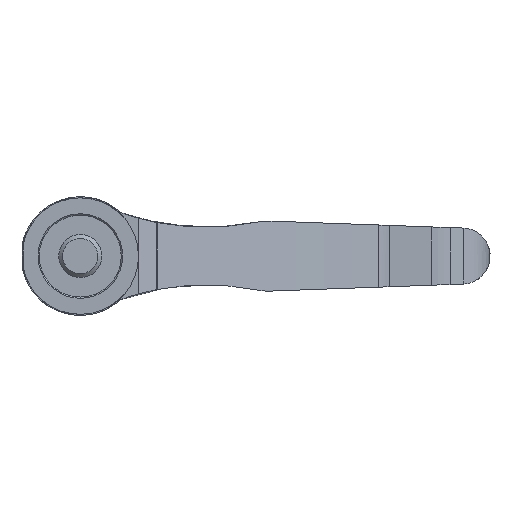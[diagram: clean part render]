
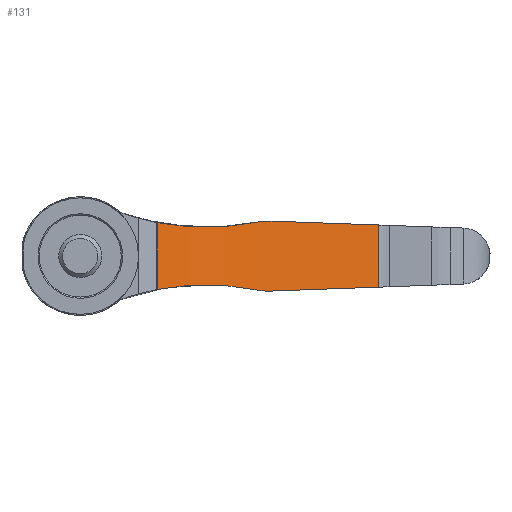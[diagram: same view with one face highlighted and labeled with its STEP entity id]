
A CAD part, front view. The second image highlights one B-rep face of the part: STEP entity #131.
In plain terms, the highlighted cylindrical face has radius 252.32 mm (diameter 504.64 mm), a partial arc.
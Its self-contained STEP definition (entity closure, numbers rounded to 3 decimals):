
#131 = ADVANCED_FACE( '', ( #296 ), #297, .F. );
#296 = FACE_OUTER_BOUND( '', #496, .T. );
#297 = CYLINDRICAL_SURFACE( '', #497, 252.32 );
#496 = EDGE_LOOP( '', ( #801, #802, #803, #804, #805, #806, #807, #808 ) );
#497 = AXIS2_PLACEMENT_3D( '', #809, #810, #811 );
#801 = ORIENTED_EDGE( '', *, *, #1228, .T. );
#802 = ORIENTED_EDGE( '', *, *, #1229, .F. );
#803 = ORIENTED_EDGE( '', *, *, #1230, .T. );
#804 = ORIENTED_EDGE( '', *, *, #1130, .T. );
#805 = ORIENTED_EDGE( '', *, *, #1135, .F. );
#806 = ORIENTED_EDGE( '', *, *, #1231, .T. );
#807 = ORIENTED_EDGE( '', *, *, #1202, .T. );
#808 = ORIENTED_EDGE( '', *, *, #1232, .F. );
#809 = CARTESIAN_POINT( '', ( 132.162, -195.671, 27.5 ) );
#810 = DIRECTION( '', ( 0., 0., 1. ) );
#811 = DIRECTION( '', ( -1., 0., 0. ) );
#1130 = EDGE_CURVE( '', #1334, #1332, #1335, .F. );
#1135 = EDGE_CURVE( '', #1341, #1332, #1343, .T. );
#1202 = EDGE_CURVE( '', #1456, #1457, #1458, .T. );
#1228 = EDGE_CURVE( '', #1497, #1498, #1499, .T. );
#1229 = EDGE_CURVE( '', #1500, #1498, #1501, .T. );
#1230 = EDGE_CURVE( '', #1500, #1334, #1502, .T. );
#1231 = EDGE_CURVE( '', #1341, #1456, #1503, .F. );
#1232 = EDGE_CURVE( '', #1497, #1457, #1504, .T. );
#1332 = VERTEX_POINT( '', #1629 );
#1334 = VERTEX_POINT( '', #1631 );
#1335 = ELLIPSE( '', #1632, 252.486, 252.32 );
#1341 = VERTEX_POINT( '', #1639 );
#1343 = LINE( '', #1641, #1642 );
#1456 = VERTEX_POINT( '', #1919 );
#1457 = VERTEX_POINT( '', #1920 );
#1458 = B_SPLINE_CURVE_WITH_KNOTS( '', 3, ( #1921, #1922, #1923, #1924 ), .UNSPECIFIED., .F., .F., ( 4, 4 ), ( 0., 0.003 ), .UNSPECIFIED. );
#1497 = VERTEX_POINT( '', #1982 );
#1498 = VERTEX_POINT( '', #1983 );
#1499 = LINE( '', #1984, #1985 );
#1500 = VERTEX_POINT( '', #1986 );
#1501 = B_SPLINE_CURVE_WITH_KNOTS( '', 3, ( #1987, #1988, #1989, #1990, #1991, #1992 ), .UNSPECIFIED., .F., .F., ( 4, 2, 4 ), ( 0., 0.013, 0.025 ), .UNSPECIFIED. );
#1502 = B_SPLINE_CURVE_WITH_KNOTS( '', 3, ( #1993, #1994, #1995, #1996 ), .UNSPECIFIED., .F., .F., ( 4, 4 ), ( 0., 0.003 ), .UNSPECIFIED. );
#1503 = ELLIPSE( '', #1997, 252.486, 252.32 );
#1504 = B_SPLINE_CURVE_WITH_KNOTS( '', 3, ( #1998, #1999, #2000, #2001, #2002, #2003 ), .UNSPECIFIED., .F., .F., ( 4, 2, 4 ), ( 0., 0.013, 0.025 ), .UNSPECIFIED. );
#1629 = CARTESIAN_POINT( '', ( 69.134, 48.65, -7.203 ) );
#1631 = CARTESIAN_POINT( '', ( 43.967, 40.734, -8.117 ) );
#1632 = AXIS2_PLACEMENT_3D( '', #2320, #2321, #2322 );
#1639 = CARTESIAN_POINT( '', ( 69.134, 48.65, 7.203 ) );
#1641 = CARTESIAN_POINT( '', ( 69.134, 48.65, 27.5 ) );
#1642 = VECTOR( '', #2330, 1000. );
#1919 = CARTESIAN_POINT( '', ( 43.967, 40.734, 8.117 ) );
#1920 = CARTESIAN_POINT( '', ( 41.13, 39.656, 7.875 ) );
#1921 = CARTESIAN_POINT( '', ( 43.967, 40.734, 8.117 ) );
#1922 = CARTESIAN_POINT( '', ( 43.011, 40.377, 8.152 ) );
#1923 = CARTESIAN_POINT( '', ( 42.065, 40.017, 8.071 ) );
#1924 = CARTESIAN_POINT( '', ( 41.13, 39.656, 7.875 ) );
#1982 = CARTESIAN_POINT( '', ( 17.866, 29.278, 7.733 ) );
#1983 = CARTESIAN_POINT( '', ( 17.866, 29.278, -7.733 ) );
#1984 = CARTESIAN_POINT( '', ( 17.866, 29.278, 27.5 ) );
#1985 = VECTOR( '', #2442, 1000. );
#1986 = CARTESIAN_POINT( '', ( 41.13, 39.656, -7.875 ) );
#1987 = CARTESIAN_POINT( '', ( 41.13, 39.656, -7.875 ) );
#1988 = CARTESIAN_POINT( '', ( 37.17, 38.124, -7.043 ) );
#1989 = CARTESIAN_POINT( '', ( 33.25, 36.493, -6.645 ) );
#1990 = CARTESIAN_POINT( '', ( 25.496, 33.033, -6.616 ) );
#1991 = CARTESIAN_POINT( '', ( 21.66, 31.205, -6.984 ) );
#1992 = CARTESIAN_POINT( '', ( 17.866, 29.278, -7.733 ) );
#1993 = CARTESIAN_POINT( '', ( 41.13, 39.656, -7.875 ) );
#1994 = CARTESIAN_POINT( '', ( 42.065, 40.017, -8.071 ) );
#1995 = CARTESIAN_POINT( '', ( 43.011, 40.377, -8.152 ) );
#1996 = CARTESIAN_POINT( '', ( 43.967, 40.734, -8.117 ) );
#1997 = AXIS2_PLACEMENT_3D( '', #2443, #2444, #2445 );
#1998 = CARTESIAN_POINT( '', ( 17.866, 29.278, 7.733 ) );
#1999 = CARTESIAN_POINT( '', ( 21.66, 31.205, 6.984 ) );
#2000 = CARTESIAN_POINT( '', ( 25.496, 33.033, 6.616 ) );
#2001 = CARTESIAN_POINT( '', ( 33.25, 36.493, 6.645 ) );
#2002 = CARTESIAN_POINT( '', ( 37.17, 38.124, 7.043 ) );
#2003 = CARTESIAN_POINT( '', ( 41.13, 39.656, 7.875 ) );
#2320 = CARTESIAN_POINT( '', ( 132.162, -195.671, -4.914 ) );
#2321 = DIRECTION( '', ( -0.036, 0., 0.999 ) );
#2322 = DIRECTION( '', ( -0.999, 0., -0.036 ) );
#2330 = DIRECTION( '', ( 0., 0., -1. ) );
#2442 = DIRECTION( '', ( 0., 0., -1. ) );
#2443 = CARTESIAN_POINT( '', ( 132.162, -195.671, 4.914 ) );
#2444 = DIRECTION( '', ( -0.036, 0., -0.999 ) );
#2445 = DIRECTION( '', ( 0.999, 0., -0.036 ) );
